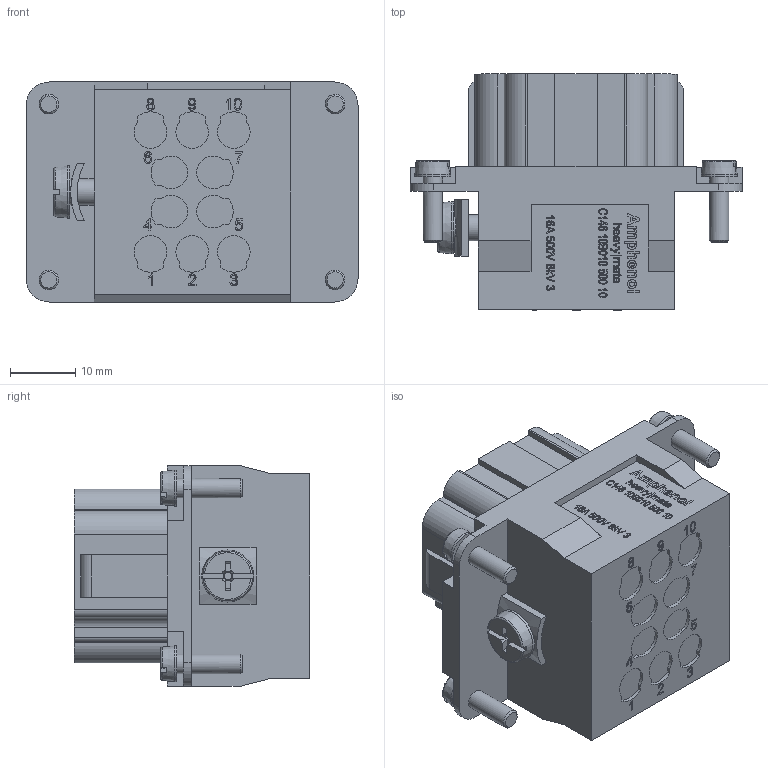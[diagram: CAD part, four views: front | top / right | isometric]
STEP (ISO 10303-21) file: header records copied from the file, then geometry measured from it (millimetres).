
FILE_DESCRIPTION(/* description */ (''),/* implementation_level */ '2;1');
FILE_NAME(/* name */ 'C3D_C146 10B010 500 10.stp',/* time_stamp */ '2018-07-04T10:35:02+02:00',/* author */ (''),/* organization */ (''),/* preprocessor_version */ 'ST-DEVELOPER v16',/* originating_system */ 'SIEMENS PLM Software NX 11.0',/* authorisation */ '');
FILE_SCHEMA (('AP203_CONFIGURATION_CONTROLLED_3D_DESIGN_OF_MECHANICAL_PARTS_AND_ASSEMBLIES_MIM_LF { 1 0 10303 403 2 1 2}'));
Length unit declared in the file: millimetre
Products named in the file (1): 13245nxs001-01
Bounding box: 51 x 36.22 x 33.8 mm (x, y, z)
Volume: 33568 mm3; surface area: 9812.4 mm2
Topology: 1 solids, 1 shells, 937 faces, 2395 edges, 1600 vertices
Faces by surface type: plane 578, extrusion 233, cylinder 76, cone 40, torus 8, bspline 2
Full cylindrical faces by diameter (mm): 2.8 x10, 3 x8, 3.3 x1, 4 x2, 5 x10, 5.5 x4, 8 x1
Entity records: 33571 total; most frequent: CARTESIAN_POINT 12106, ORIENTED_EDGE 4664, DIRECTION 3530, EDGE_CURVE 2332, VECTOR 1710, VERTEX_POINT 1587, LINE 1477, EDGE_LOOP 1127
